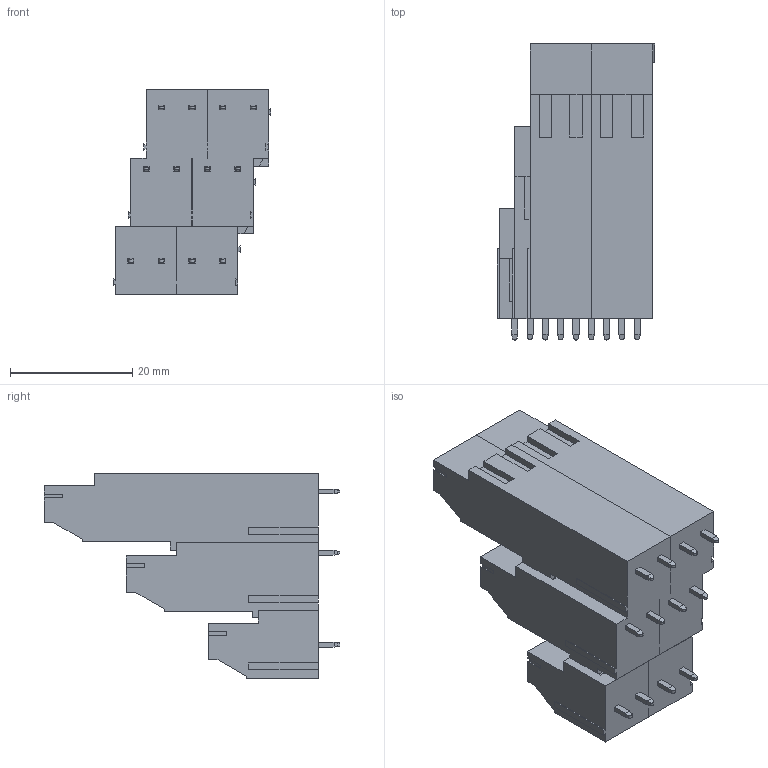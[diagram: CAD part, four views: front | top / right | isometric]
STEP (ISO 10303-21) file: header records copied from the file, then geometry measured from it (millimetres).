
FILE_DESCRIPTION( ( 'STEP AP214' ), '1' );
FILE_NAME( 'MB532-500MA12-20230303.stp', '2023-03-03T07:32:53', ( ' ' ), ( ' ' ), 'XStep 1.0', ' ', ' ' );
FILE_SCHEMA( ( 'CONFIG_CONTROL_DESIGN) ( )' ) );
Length unit declared in the file: metre
Products named in the file (1): 1
Bounding box: 25.8 x 48.3 x 33.6 mm (x, y, z)
Volume: 18528.2 mm3; surface area: 10181.7 mm2
Topology: 1 solids, 3 shells, 936 faces, 2639 edges, 1752 vertices
Faces by surface type: plane 718, cylinder 90, cone 60, bspline 48, torus 20
Full cylindrical faces by diameter (mm): 2.5 x12, 3.89 x4, 3.9 x12, 4 x12
Entity records: 39563 total; most frequent: CARTESIAN_POINT 9100, ORIENTED_EDGE 5046, DIRECTION 4213, EDGE_CURVE 2523, VERTEX_POINT 1708, LINE 1603, VECTOR 1603, AXIS2_PLACEMENT_3D 1305
